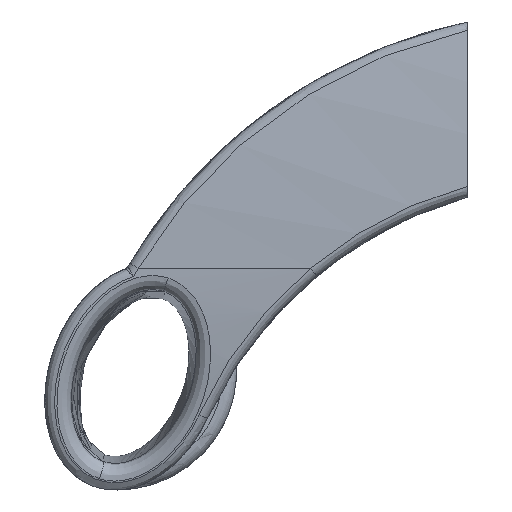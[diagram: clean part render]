
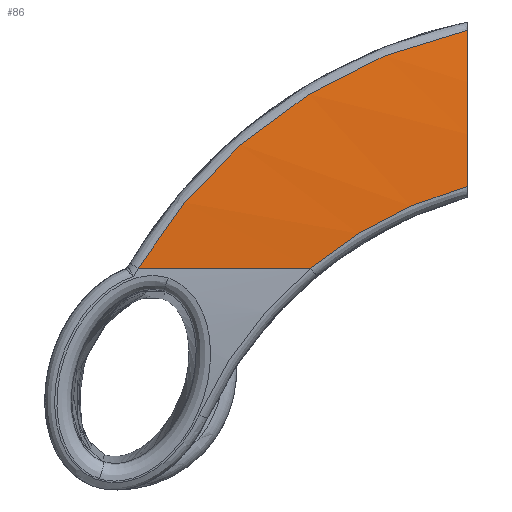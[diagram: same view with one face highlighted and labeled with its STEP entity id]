
A CAD part, left-side view. The second image highlights one B-rep face of the part: STEP entity #86.
In plain terms, the highlighted cylindrical face has radius 208.036 mm (diameter 416.071 mm), a partial arc.
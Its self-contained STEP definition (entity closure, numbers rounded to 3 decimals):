
#86=ADVANCED_FACE('NONE',(#315),#316,.T.);
#315=FACE_OUTER_BOUND('',#1314,.T.);
#316=CYLINDRICAL_SURFACE('',#1315,208.036);
#1314=EDGE_LOOP('',(#5918,#5919,#5920,#5921));
#1315=AXIS2_PLACEMENT_3D('',#5922,#5923,#5924);
#5918=ORIENTED_EDGE('',*,*,#6955,.T.);
#5919=ORIENTED_EDGE('',*,*,#6956,.T.);
#5920=ORIENTED_EDGE('',*,*,#6845,.T.);
#5921=ORIENTED_EDGE('',*,*,#6957,.T.);
#5922=CARTESIAN_POINT('',(141.036,65.175,-11.));
#5923=DIRECTION('',(0.,1.0,0.));
#5924=DIRECTION('',(0.,0.,-1.0));
#6845=EDGE_CURVE('NONE',#7443,#7444,#7445,.T.);
#6955=EDGE_CURVE('NONE',#7637,#7638,#7639,.T.);
#6956=EDGE_CURVE('NONE',#7638,#7443,#7640,.T.);
#6957=EDGE_CURVE('NONE',#7444,#7637,#7641,.T.);
#7443=VERTEX_POINT('NONE',#9815);
#7444=VERTEX_POINT('NONE',#9816);
#7445=CIRCLE('',#9817,208.036);
#7637=VERTEX_POINT('NONE',#10609);
#7638=VERTEX_POINT('NONE',#10610);
#7639=LINE('',#10611,#10612);
#7640=B_SPLINE_CURVE_WITH_KNOTS('',3,(#10613,#10614,#10615,#10616,#10617,#10618,#10619,#10620,#10621,#10622,#10623,#10624),.UNSPECIFIED.,.F.,.F.,(4,2,2,2,2,4),(0.0,0.007,0.014,0.021,0.024,0.027),.UNSPECIFIED.);
#7641=B_SPLINE_CURVE_WITH_KNOTS('',3,(#10625,#10626,#10627,#10628,#10629,#10630,#10631,#10632,#10633,#10634,#10635,#10636,#10637,#10638,#10639,#10640,#10641,#10642,#10643,#10644,#10645,#10646,#10647,#10648),.UNSPECIFIED.,.F.,.F.,(4,2,2,2,2,2,2,2,2,2,2,4),(0.0,0.008,0.012,0.016,0.024,0.032,0.036,0.038,0.041,0.049,0.057,0.065),.UNSPECIFIED.);
#9815=CARTESIAN_POINT('',(-66.615,0.0,1.646));
#9816=CARTESIAN_POINT('',(-63.732,0.0,25.731));
#9817=AXIS2_PLACEMENT_3D('',#11708,#11709,#11710);
#10609=CARTESIAN_POINT('',(-67.,50.759,-11.));
#10610=CARTESIAN_POINT('',(-67.,24.197,-11.));
#10611=CARTESIAN_POINT('',(-67.,65.175,-11.));
#10612=VECTOR('',#11812,1000.0);
#10613=CARTESIAN_POINT('',(-67.,24.197,-11.));
#10614=CARTESIAN_POINT('',(-67.,22.425,-9.516));
#10615=CARTESIAN_POINT('',(-66.984,20.59,-8.142));
#10616=CARTESIAN_POINT('',(-66.934,16.796,-5.604));
#10617=CARTESIAN_POINT('',(-66.899,14.838,-4.441));
#10618=CARTESIAN_POINT('',(-66.822,10.798,-2.326));
#10619=CARTESIAN_POINT('',(-66.779,8.717,-1.374));
#10620=CARTESIAN_POINT('',(-66.715,5.499,-0.109));
#10621=CARTESIAN_POINT('',(-66.694,4.411,0.284));
#10622=CARTESIAN_POINT('',(-66.653,2.22,1.01));
#10623=CARTESIAN_POINT('',(-66.634,1.115,1.343));
#10624=CARTESIAN_POINT('',(-66.615,0.0,1.646));
#10625=CARTESIAN_POINT('',(-63.732,0.0,25.731));
#10626=CARTESIAN_POINT('',(-63.835,2.646,25.153));
#10627=CARTESIAN_POINT('',(-63.961,5.25,24.44));
#10628=CARTESIAN_POINT('',(-64.175,9.094,23.171));
#10629=CARTESIAN_POINT('',(-64.251,10.365,22.714));
#10630=CARTESIAN_POINT('',(-64.409,12.886,21.734));
#10631=CARTESIAN_POINT('',(-64.492,14.131,21.213));
#10632=CARTESIAN_POINT('',(-64.746,17.807,19.561));
#10633=CARTESIAN_POINT('',(-64.925,20.184,18.34));
#10634=CARTESIAN_POINT('',(-65.288,24.799,15.668));
#10635=CARTESIAN_POINT('',(-65.472,27.036,14.216));
#10636=CARTESIAN_POINT('',(-65.742,30.285,11.862));
#10637=CARTESIAN_POINT('',(-65.83,31.35,11.048));
#10638=CARTESIAN_POINT('',(-65.96,32.921,9.782));
#10639=CARTESIAN_POINT('',(-66.003,33.44,9.352));
#10640=CARTESIAN_POINT('',(-66.087,34.47,8.478));
#10641=CARTESIAN_POINT('',(-66.128,34.98,8.034));
#10642=CARTESIAN_POINT('',(-66.33,37.495,5.785));
#10643=CARTESIAN_POINT('',(-66.475,39.399,3.896));
#10644=CARTESIAN_POINT('',(-66.721,43.001,-0.058));
#10645=CARTESIAN_POINT('',(-66.822,44.699,-2.122));
#10646=CARTESIAN_POINT('',(-66.961,47.886,-6.427));
#10647=CARTESIAN_POINT('',(-67.,49.376,-8.668));
#10648=CARTESIAN_POINT('',(-67.,50.759,-11.));
#11708=CARTESIAN_POINT('',(141.036,0.,-11.));
#11709=DIRECTION('',(0.,1.0,0.));
#11710=DIRECTION('',(0.,0.,1.0));
#11812=DIRECTION('',(0.,-1.0,0.));
